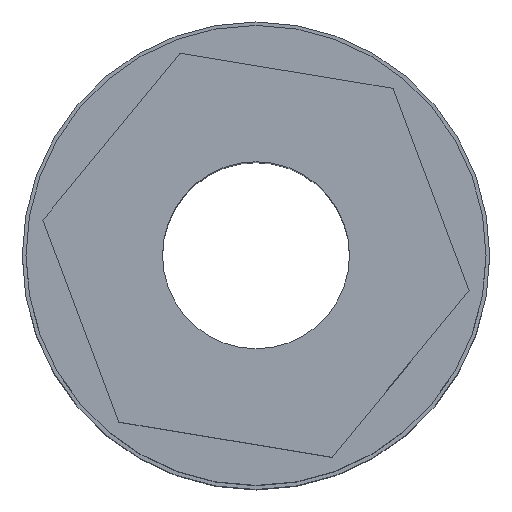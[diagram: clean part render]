
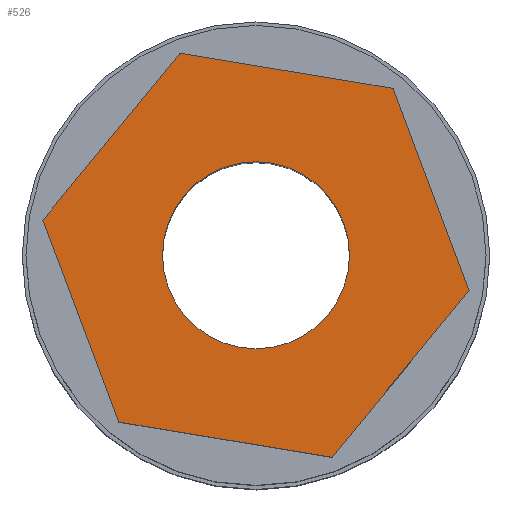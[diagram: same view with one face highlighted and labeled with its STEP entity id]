
A CAD part, top view. The second image highlights one B-rep face of the part: STEP entity #526.
In plain terms, the highlighted planar face has unit normal (0, 0, 1).
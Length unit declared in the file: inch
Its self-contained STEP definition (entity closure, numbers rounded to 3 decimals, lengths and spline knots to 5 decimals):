
#241=CARTESIAN_POINT('',(-0.125,0.,0.759));
#242=VERTEX_POINT('',#241);
#251=CARTESIAN_POINT('',(0.125,0.0,0.759));
#252=VERTEX_POINT('',#251);
#253=CARTESIAN_POINT('',(0.0,0.0,0.759));
#254=DIRECTION('',(0.0,0.0,-1.0));
#255=DIRECTION('',(-1.0,0.0,0.0));
#256=AXIS2_PLACEMENT_3D('',#253,#254,#255);
#257=CIRCLE('',#256,0.125);
#258=EDGE_CURVE('',#252,#242,#257,.T.);
#313=CARTESIAN_POINT('',(0.0,0.0,0.759));
#314=DIRECTION('',(0.0,0.0,-1.0));
#315=DIRECTION('',(-1.0,0.0,0.0));
#316=AXIS2_PLACEMENT_3D('',#313,#314,#315);
#317=CIRCLE('',#316,0.125);
#318=EDGE_CURVE('',#242,#252,#317,.T.);
#328=CARTESIAN_POINT('',(-0.28481,0.04705,0.759));
#329=VERTEX_POINT('',#328);
#330=CARTESIAN_POINT('',(-0.10166,0.27018,0.759));
#331=VERTEX_POINT('',#330);
#332=CARTESIAN_POINT('',(-0.28481,0.04705,0.759));
#333=DIRECTION('',(0.634,0.773,0.0));
#334=VECTOR('',#333,0.28868);
#335=LINE('',#332,#334);
#336=EDGE_CURVE('',#329,#331,#335,.T.);
#368=CARTESIAN_POINT('',(0.18316,0.22313,0.759));
#369=VERTEX_POINT('',#368);
#370=CARTESIAN_POINT('',(-0.10166,0.27018,0.759));
#371=DIRECTION('',(0.987,-0.163,0.0));
#372=VECTOR('',#371,0.28868);
#373=LINE('',#370,#372);
#374=EDGE_CURVE('',#331,#369,#373,.T.);
#399=CARTESIAN_POINT('',(0.28481,-0.04705,0.759));
#400=VERTEX_POINT('',#399);
#401=CARTESIAN_POINT('',(0.18316,0.22313,0.759));
#402=DIRECTION('',(0.352,-0.936,0.0));
#403=VECTOR('',#402,0.28868);
#404=LINE('',#401,#403);
#405=EDGE_CURVE('',#369,#400,#404,.T.);
#430=CARTESIAN_POINT('',(0.10166,-0.27018,0.759));
#431=VERTEX_POINT('',#430);
#432=CARTESIAN_POINT('',(0.28481,-0.04705,0.759));
#433=DIRECTION('',(-0.634,-0.773,0.0));
#434=VECTOR('',#433,0.28868);
#435=LINE('',#432,#434);
#436=EDGE_CURVE('',#400,#431,#435,.T.);
#461=CARTESIAN_POINT('',(-0.18316,-0.22313,0.759));
#462=VERTEX_POINT('',#461);
#463=CARTESIAN_POINT('',(0.10166,-0.27018,0.759));
#464=DIRECTION('',(-0.987,0.163,0.0));
#465=VECTOR('',#464,0.28868);
#466=LINE('',#463,#465);
#467=EDGE_CURVE('',#431,#462,#466,.T.);
#492=CARTESIAN_POINT('',(-0.18316,-0.22313,0.759));
#493=DIRECTION('',(-0.352,0.936,0.0));
#494=VECTOR('',#493,0.28868);
#495=LINE('',#492,#494);
#496=EDGE_CURVE('',#462,#329,#495,.T.);
#509=CARTESIAN_POINT('',(0.,0.,0.759));
#510=DIRECTION('',(0.0,0.0,1.0));
#511=DIRECTION('',(1.0,0.0,0.0));
#512=AXIS2_PLACEMENT_3D('',#509,#510,#511);
#513=PLANE('',#512);
#514=ORIENTED_EDGE('',*,*,#336,.F.);
#515=ORIENTED_EDGE('',*,*,#496,.F.);
#516=ORIENTED_EDGE('',*,*,#467,.F.);
#517=ORIENTED_EDGE('',*,*,#436,.F.);
#518=ORIENTED_EDGE('',*,*,#405,.F.);
#519=ORIENTED_EDGE('',*,*,#374,.F.);
#520=EDGE_LOOP('',(#514,#515,#516,#517,#518,#519));
#521=FACE_OUTER_BOUND('',#520,.T.);
#522=ORIENTED_EDGE('',*,*,#258,.T.);
#523=ORIENTED_EDGE('',*,*,#318,.T.);
#524=EDGE_LOOP('',(#522,#523));
#525=FACE_BOUND('',#524,.T.);
#526=ADVANCED_FACE('',(#521,#525),#513,.T.);
